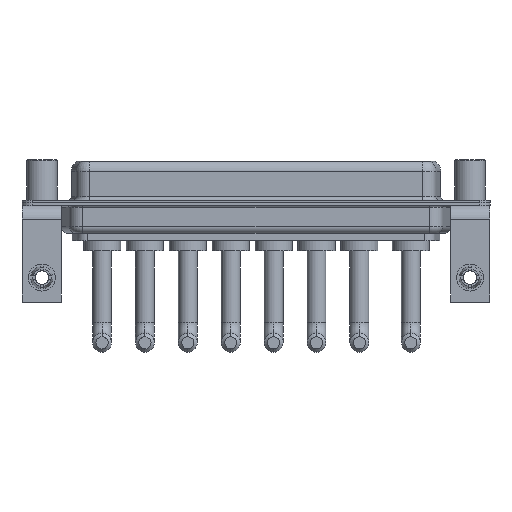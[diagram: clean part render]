
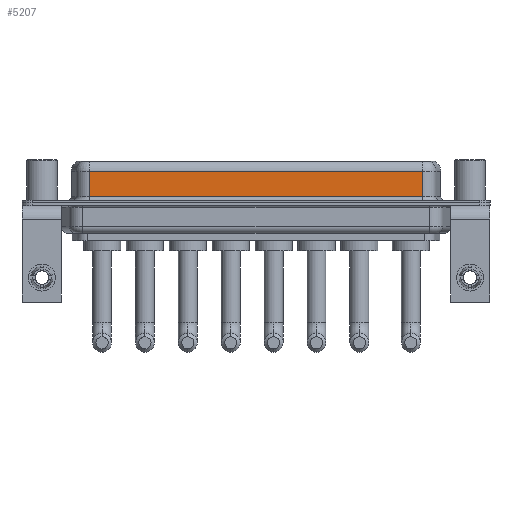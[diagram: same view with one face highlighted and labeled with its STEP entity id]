
A CAD part, front view. The second image highlights one B-rep face of the part: STEP entity #5207.
In plain terms, the highlighted planar face has unit normal (0, -1, 0).
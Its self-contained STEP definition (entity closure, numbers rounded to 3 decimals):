
#1753 = VECTOR ( 'NONE', #5255, 1000. ) ;
#2507 = CARTESIAN_POINT ( 'NONE',  ( 56.462, -3.95, 0.9 ) ) ;
#2893 = VERTEX_POINT ( 'NONE', #5133 ) ;
#4422 = EDGE_CURVE ( 'NONE', #2893, #8413, #5226, .T. ) ;
#4522 = VECTOR ( 'NONE', #15718, 1000. ) ;
#4571 = EDGE_LOOP ( 'NONE', ( #12061, #5840, #10279, #8159 ) ) ;
#4637 = CARTESIAN_POINT ( 'NONE',  ( 56.462, -3.95, 4.65 ) ) ;
#4809 = LINE ( 'NONE', #4637, #7448 ) ;
#5133 = CARTESIAN_POINT ( 'NONE',  ( 56.462, -3.95, 4.65 ) ) ;
#5207 = ADVANCED_FACE ( 'NONE', ( #5986 ), #8619, .F. ) ;
#5226 = LINE ( 'NONE', #13165, #4522 ) ;
#5255 = DIRECTION ( 'NONE',  ( 0., 0., -1. ) ) ;
#5840 = ORIENTED_EDGE ( 'NONE', *, *, #9059, .T. ) ;
#5986 = FACE_OUTER_BOUND ( 'NONE', #4571, .T. ) ;
#6311 = LINE ( 'NONE', #7600, #15689 ) ;
#7448 = VECTOR ( 'NONE', #9988, 1000. ) ;
#7600 = CARTESIAN_POINT ( 'NONE',  ( 56.462, -3.95, 0.9 ) ) ;
#8159 = ORIENTED_EDGE ( 'NONE', *, *, #15401, .T. ) ;
#8413 = VERTEX_POINT ( 'NONE', #2507 ) ;
#8619 = PLANE ( 'NONE',  #12433 ) ;
#9059 = EDGE_CURVE ( 'NONE', #2893, #11348, #4809, .T. ) ;
#9885 = DIRECTION ( 'NONE',  ( 0., 0., 1. ) ) ;
#9988 = DIRECTION ( 'NONE',  ( -1., 0., 0. ) ) ;
#10279 = ORIENTED_EDGE ( 'NONE', *, *, #11148, .T. ) ;
#10601 = CARTESIAN_POINT ( 'NONE',  ( 7.038, -3.95, 4.65 ) ) ;
#11148 = EDGE_CURVE ( 'NONE', #11348, #12346, #12842, .T. ) ;
#11174 = CARTESIAN_POINT ( 'NONE',  ( 56.462, -3.95, 6.4 ) ) ;
#11348 = VERTEX_POINT ( 'NONE', #10601 ) ;
#12061 = ORIENTED_EDGE ( 'NONE', *, *, #4422, .F. ) ;
#12346 = VERTEX_POINT ( 'NONE', #14410 ) ;
#12433 = AXIS2_PLACEMENT_3D ( 'NONE', #11174, #16393, #9885 ) ;
#12760 = CARTESIAN_POINT ( 'NONE',  ( 7.038, -3.95, 6.4 ) ) ;
#12801 = DIRECTION ( 'NONE',  ( 1., 0., 0. ) ) ;
#12842 = LINE ( 'NONE', #12760, #1753 ) ;
#13165 = CARTESIAN_POINT ( 'NONE',  ( 56.462, -3.95, 6.4 ) ) ;
#14410 = CARTESIAN_POINT ( 'NONE',  ( 7.038, -3.95, 0.9 ) ) ;
#15401 = EDGE_CURVE ( 'NONE', #12346, #8413, #6311, .T. ) ;
#15689 = VECTOR ( 'NONE', #12801, 1000. ) ;
#15718 = DIRECTION ( 'NONE',  ( 0., 0., -1. ) ) ;
#16393 = DIRECTION ( 'NONE',  ( 0., 1., 0. ) ) ;
